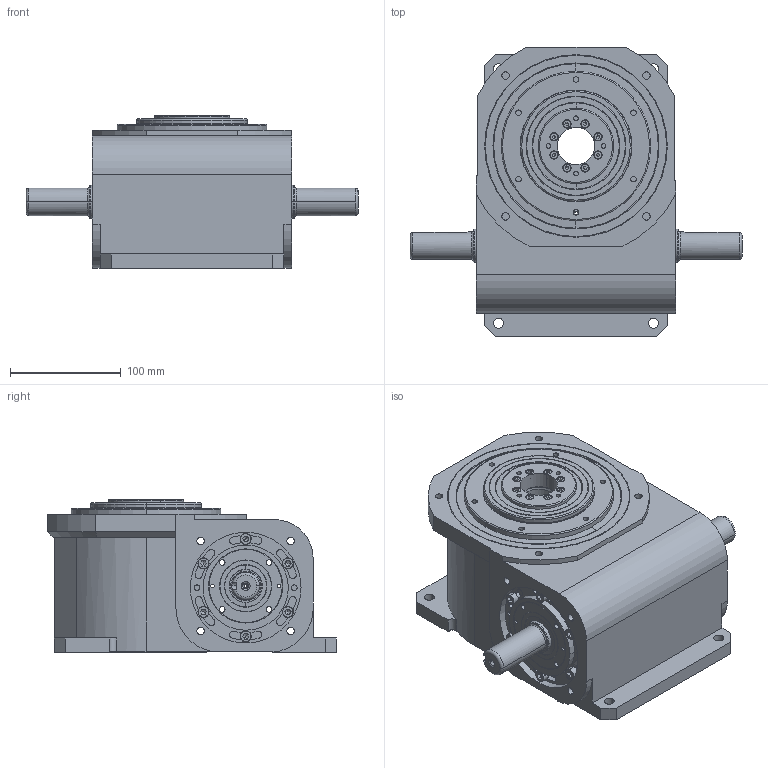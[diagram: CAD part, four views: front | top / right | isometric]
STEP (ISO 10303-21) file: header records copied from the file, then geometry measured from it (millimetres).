
FILE_DESCRIPTION (( 'STEP AP203' ), '1' );
FILE_NAME ('90DA-X4-OUT.STEP', '2015-04-10T09:24:02', ( '' ), ( '' ), 'SwSTEP 2.0', 'SolidWorks 2012', '' );
FILE_SCHEMA (( 'CONFIG_CONTROL_DESIGN' ));
Length unit declared in the file: millimetre
Products named in the file (1): 90DA-X4-OUT
Bounding box: 300 x 261 x 138 mm (x, y, z)
Surface area: 284114.5 mm2 (no closed solid volume)
Topology: 0 solids, 74 shells, 846 faces, 2398 edges, 1517 vertices
Faces by surface type: plane 332, cylinder 309, cone 116, torus 89
Entity records: 27078 total; most frequent: DIRECTION 5083, CARTESIAN_POINT 4842, ORIENTED_EDGE 3949, EDGE_CURVE 2338, AXIS2_PLACEMENT_3D 1910, VERTEX_POINT 1517, LINE 1263, VECTOR 1263
